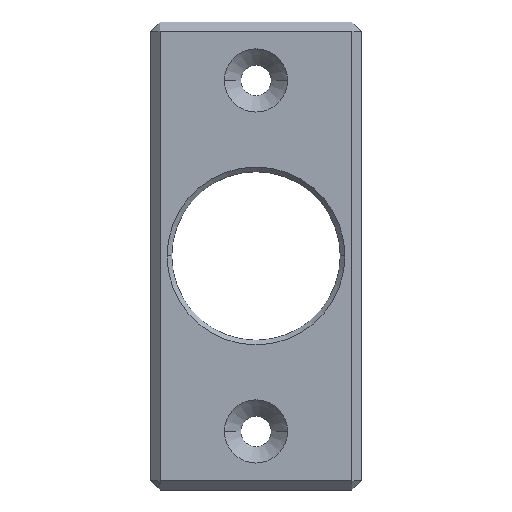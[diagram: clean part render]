
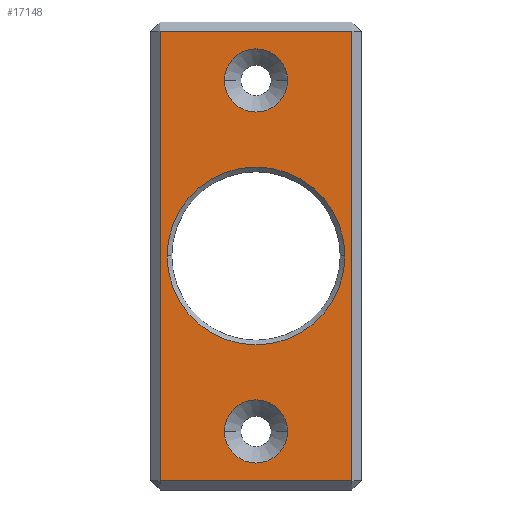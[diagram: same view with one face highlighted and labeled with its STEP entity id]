
A CAD part, top view. The second image highlights one B-rep face of the part: STEP entity #17148.
In plain terms, the highlighted planar face has unit normal (0, 0, 1).
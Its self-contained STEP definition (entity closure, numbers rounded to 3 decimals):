
#102 = CIRCLE ( 'NONE', #17780, 6.75 ) ;
#269 = VERTEX_POINT ( 'NONE', #16794 ) ;
#278 = EDGE_LOOP ( 'NONE', ( #13559, #13672 ) ) ;
#319 = ORIENTED_EDGE ( 'NONE', *, *, #13053, .T. ) ;
#1092 = CARTESIAN_POINT ( 'NONE',  ( -20.5, -48., 5. ) ) ;
#1114 = CARTESIAN_POINT ( 'NONE',  ( 22.5, -48., 5. ) ) ;
#1135 = EDGE_CURVE ( 'NONE', #3119, #13950, #2553, .T. ) ;
#1191 = CARTESIAN_POINT ( 'NONE',  ( 0., 0., 5. ) ) ;
#1244 = EDGE_CURVE ( 'NONE', #2367, #13674, #14447, .T. ) ;
#1270 = CARTESIAN_POINT ( 'NONE',  ( 0., 37.5, 5. ) ) ;
#1388 = DIRECTION ( 'NONE',  ( 0., 0., 1. ) ) ;
#1391 = DIRECTION ( 'NONE',  ( 0., 0., 1. ) ) ;
#1399 = CARTESIAN_POINT ( 'NONE',  ( 20.5, 48., 5. ) ) ;
#1454 = EDGE_LOOP ( 'NONE', ( #7428, #14288 ) ) ;
#1484 = CARTESIAN_POINT ( 'NONE',  ( -6.75, -37.5, 5. ) ) ;
#1643 = FACE_BOUND ( 'NONE', #1454, .T. ) ;
#1687 = DIRECTION ( 'NONE',  ( 1., 0., 0. ) ) ;
#1929 = VERTEX_POINT ( 'NONE', #11844 ) ;
#2007 = CIRCLE ( 'NONE', #8875, 6.75 ) ;
#2289 = VERTEX_POINT ( 'NONE', #5428 ) ;
#2367 = VERTEX_POINT ( 'NONE', #1484 ) ;
#2553 = LINE ( 'NONE', #9618, #13549 ) ;
#2589 = EDGE_LOOP ( 'NONE', ( #5331, #7929, #3294, #319 ) ) ;
#2637 = CARTESIAN_POINT ( 'NONE',  ( 0., 37.5, 5. ) ) ;
#2658 = DIRECTION ( 'NONE',  ( 0., -1., 0. ) ) ;
#2832 = CARTESIAN_POINT ( 'NONE',  ( 0., 0., 5. ) ) ;
#3119 = VERTEX_POINT ( 'NONE', #8619 ) ;
#3294 = ORIENTED_EDGE ( 'NONE', *, *, #5354, .T. ) ;
#3984 = AXIS2_PLACEMENT_3D ( 'NONE', #2832, #12862, #17030 ) ;
#4008 = AXIS2_PLACEMENT_3D ( 'NONE', #2637, #18283, #18342 ) ;
#5331 = ORIENTED_EDGE ( 'NONE', *, *, #1135, .T. ) ;
#5354 = EDGE_CURVE ( 'NONE', #10713, #12160, #6072, .T. ) ;
#5397 = VERTEX_POINT ( 'NONE', #15529 ) ;
#5428 = CARTESIAN_POINT ( 'NONE',  ( -6.75, 37.5, 5. ) ) ;
#5993 = AXIS2_PLACEMENT_3D ( 'NONE', #10336, #8794, #1687 ) ;
#6072 = LINE ( 'NONE', #17068, #16160 ) ;
#6661 = EDGE_CURVE ( 'NONE', #2289, #269, #2007, .T. ) ;
#6812 = FACE_BOUND ( 'NONE', #11993, .T. ) ;
#7299 = AXIS2_PLACEMENT_3D ( 'NONE', #16425, #17663, #14807 ) ;
#7428 = ORIENTED_EDGE ( 'NONE', *, *, #9999, .T. ) ;
#7487 = FACE_OUTER_BOUND ( 'NONE', #2589, .T. ) ;
#7929 = ORIENTED_EDGE ( 'NONE', *, *, #10414, .T. ) ;
#8184 = FACE_BOUND ( 'NONE', #278, .T. ) ;
#8369 = DIRECTION ( 'NONE',  ( 1., 0., 0. ) ) ;
#8619 = CARTESIAN_POINT ( 'NONE',  ( -20.5, 48., 5. ) ) ;
#8794 = DIRECTION ( 'NONE',  ( 0., 0., 1. ) ) ;
#8875 = AXIS2_PLACEMENT_3D ( 'NONE', #1270, #1391, #15694 ) ;
#9020 = CARTESIAN_POINT ( 'NONE',  ( -22.5, 48., 5. ) ) ;
#9320 = CIRCLE ( 'NONE', #4008, 6.75 ) ;
#9618 = CARTESIAN_POINT ( 'NONE',  ( -20.5, -50., 5. ) ) ;
#9652 = ORIENTED_EDGE ( 'NONE', *, *, #6661, .F. ) ;
#9782 = PLANE ( 'NONE',  #11463 ) ;
#9821 = DIRECTION ( 'NONE',  ( 1., 0., 0. ) ) ;
#9999 = EDGE_CURVE ( 'NONE', #5397, #1929, #17431, .T. ) ;
#10308 = CARTESIAN_POINT ( 'NONE',  ( 20.5, -48., 5. ) ) ;
#10336 = CARTESIAN_POINT ( 'NONE',  ( 0., -37.5, 5. ) ) ;
#10414 = EDGE_CURVE ( 'NONE', #13950, #10713, #15436, .T. ) ;
#10713 = VERTEX_POINT ( 'NONE', #10308 ) ;
#11463 = AXIS2_PLACEMENT_3D ( 'NONE', #1191, #12663, #13289 ) ;
#11769 = LINE ( 'NONE', #9020, #18491 ) ;
#11815 = VECTOR ( 'NONE', #9821, 1000. ) ;
#11844 = CARTESIAN_POINT ( 'NONE',  ( -19., 0., 5. ) ) ;
#11993 = EDGE_LOOP ( 'NONE', ( #16572, #9652 ) ) ;
#12160 = VERTEX_POINT ( 'NONE', #1399 ) ;
#12575 = DIRECTION ( 'NONE',  ( 0., 1., 0. ) ) ;
#12663 = DIRECTION ( 'NONE',  ( 0., 0., 1. ) ) ;
#12862 = DIRECTION ( 'NONE',  ( 0., 0., -1. ) ) ;
#13053 = EDGE_CURVE ( 'NONE', #12160, #3119, #11769, .T. ) ;
#13289 = DIRECTION ( 'NONE',  ( 1., 0., 0. ) ) ;
#13549 = VECTOR ( 'NONE', #2658, 1000. ) ;
#13559 = ORIENTED_EDGE ( 'NONE', *, *, #14052, .F. ) ;
#13672 = ORIENTED_EDGE ( 'NONE', *, *, #1244, .F. ) ;
#13674 = VERTEX_POINT ( 'NONE', #17617 ) ;
#13950 = VERTEX_POINT ( 'NONE', #1092 ) ;
#13998 = CARTESIAN_POINT ( 'NONE',  ( 0., -37.5, 5. ) ) ;
#14052 = EDGE_CURVE ( 'NONE', #13674, #2367, #102, .T. ) ;
#14288 = ORIENTED_EDGE ( 'NONE', *, *, #16980, .T. ) ;
#14444 = CIRCLE ( 'NONE', #7299, 19. ) ;
#14447 = CIRCLE ( 'NONE', #5993, 6.75 ) ;
#14807 = DIRECTION ( 'NONE',  ( 1., 0., 0. ) ) ;
#15436 = LINE ( 'NONE', #1114, #11815 ) ;
#15529 = CARTESIAN_POINT ( 'NONE',  ( 19., 0., 5. ) ) ;
#15549 = EDGE_CURVE ( 'NONE', #269, #2289, #9320, .T. ) ;
#15694 = DIRECTION ( 'NONE',  ( 1., 0., 0. ) ) ;
#16025 = DIRECTION ( 'NONE',  ( -1., 0., 0. ) ) ;
#16160 = VECTOR ( 'NONE', #12575, 1000. ) ;
#16425 = CARTESIAN_POINT ( 'NONE',  ( 0., 0., 5. ) ) ;
#16572 = ORIENTED_EDGE ( 'NONE', *, *, #15549, .F. ) ;
#16794 = CARTESIAN_POINT ( 'NONE',  ( 6.75, 37.5, 5. ) ) ;
#16980 = EDGE_CURVE ( 'NONE', #1929, #5397, #14444, .T. ) ;
#17030 = DIRECTION ( 'NONE',  ( 1., 0., 0. ) ) ;
#17068 = CARTESIAN_POINT ( 'NONE',  ( 20.5, 50., 5. ) ) ;
#17148 = ADVANCED_FACE ( 'NONE', ( #6812, #8184, #1643, #7487 ), #9782, .T. ) ;
#17431 = CIRCLE ( 'NONE', #3984, 19. ) ;
#17617 = CARTESIAN_POINT ( 'NONE',  ( 6.75, -37.5, 5. ) ) ;
#17663 = DIRECTION ( 'NONE',  ( 0., 0., -1. ) ) ;
#17780 = AXIS2_PLACEMENT_3D ( 'NONE', #13998, #1388, #8369 ) ;
#18283 = DIRECTION ( 'NONE',  ( 0., 0., 1. ) ) ;
#18342 = DIRECTION ( 'NONE',  ( 1., 0., 0. ) ) ;
#18491 = VECTOR ( 'NONE', #16025, 1000. ) ;
